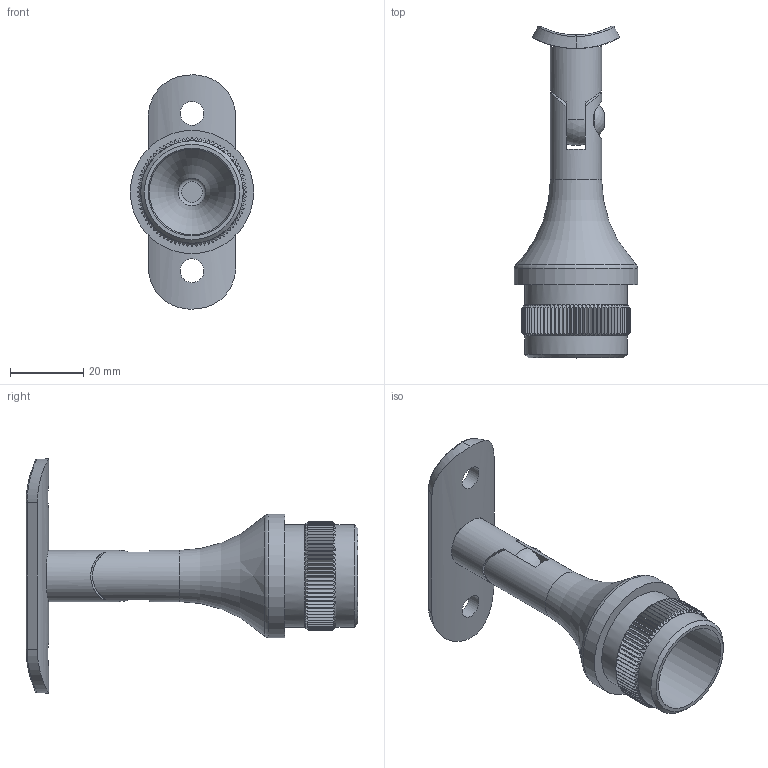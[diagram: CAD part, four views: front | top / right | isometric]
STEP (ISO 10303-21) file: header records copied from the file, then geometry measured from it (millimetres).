
FILE_DESCRIPTION (( 'STEP AP203' ), '1' );
FILE_NAME ('50285-240.step', '2022-06-24T12:01:14', ( '' ), ( '' ), 'SwSTEP 2.0', 'SolidWorks 2018', '' );
FILE_SCHEMA (( 'CONFIG_CONTROL_DESIGN' ));
Length unit declared in the file: millimetre
Products named in the file (6): DIN 7380_DIN 7380 M5x8; 5028x-240 Teil2_5028x-240 Teil2; DIN 7991 Konfig_DIN 7991 M6x10; 5028x-240 Teil1_50285-240 Teil1; 5028x-240 Teil3_5028x-240 Teil3; 50285-240
Assembly tree (5 placements, depth 2):
  50285-240
    5028x-240 Teil1_50285-240 Teil1
    5028x-240 Teil2_5028x-240 Teil2
    DIN 7380_DIN 7380 M5x8
    5028x-240 Teil3_5028x-240 Teil3
    DIN 7991 Konfig_DIN 7991 M6x10
Bounding box: 33.7 x 90.65 x 64 mm (x, y, z)
Volume: 20476.9 mm3; surface area: 14967 mm2
Topology: 5 solids, 5 shells, 773 faces, 1845 edges, 1112 vertices
Faces by surface type: plane 308, cone 178, cylinder 144, bspline 135, torus 6, sphere 2
Full cylindrical faces by diameter (mm): 4.2 x1, 5 x2, 5.5 x2, 6 x1, 6.5 x2, 8.1 x1, 10 x1, 12 x1, 12.5 x1, 14 x2, 24 x1, 28 x2, 33.7 x1
Entity records: 28714 total; most frequent: CARTESIAN_POINT 12007, ORIENTED_EDGE 3554, DIRECTION 2908, EDGE_CURVE 1777, AXIS2_PLACEMENT_3D 1134, VERTEX_POINT 1087, EDGE_LOOP 848, FACE_OUTER_BOUND 794
